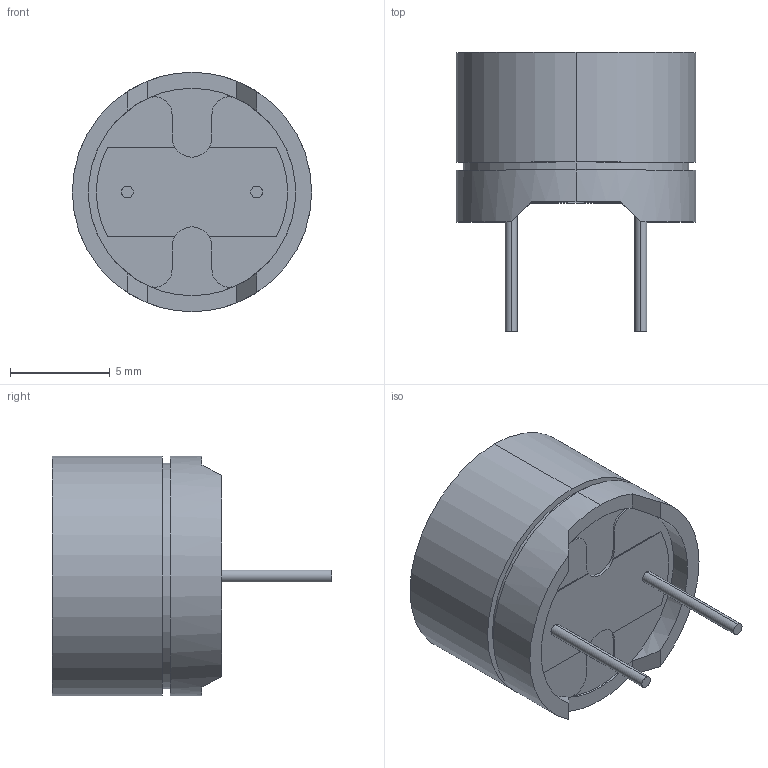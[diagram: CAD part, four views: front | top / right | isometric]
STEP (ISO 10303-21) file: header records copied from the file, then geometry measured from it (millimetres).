
FILE_DESCRIPTION(('STEP AP214'),'1');
FILE_NAME('CEM-1203_42_.stp','2017-01-11T21:58:37',('TraceParts'),('TraceParts S.A.'),'Spatial InterOp 3D',' ',' ');
FILE_SCHEMA(('automotive_design'));
Length unit declared in the file: millimetre
Products named in the file (1): Boss-Extrude2
Bounding box: 12 x 14 x 12 mm (x, y, z)
Volume: 862.1 mm3; surface area: 618.1 mm2
Topology: 1 solids, 1 shells, 59 faces, 144 edges, 92 vertices
Faces by surface type: cylinder 32, plane 27
Entity records: 2251 total; most frequent: DIRECTION 328, CARTESIAN_POINT 320, ORIENTED_EDGE 288, EDGE_CURVE 144, AXIS2_PLACEMENT_3D 132, VERTEX_POINT 92, CIRCLE 72, EDGE_LOOP 64
